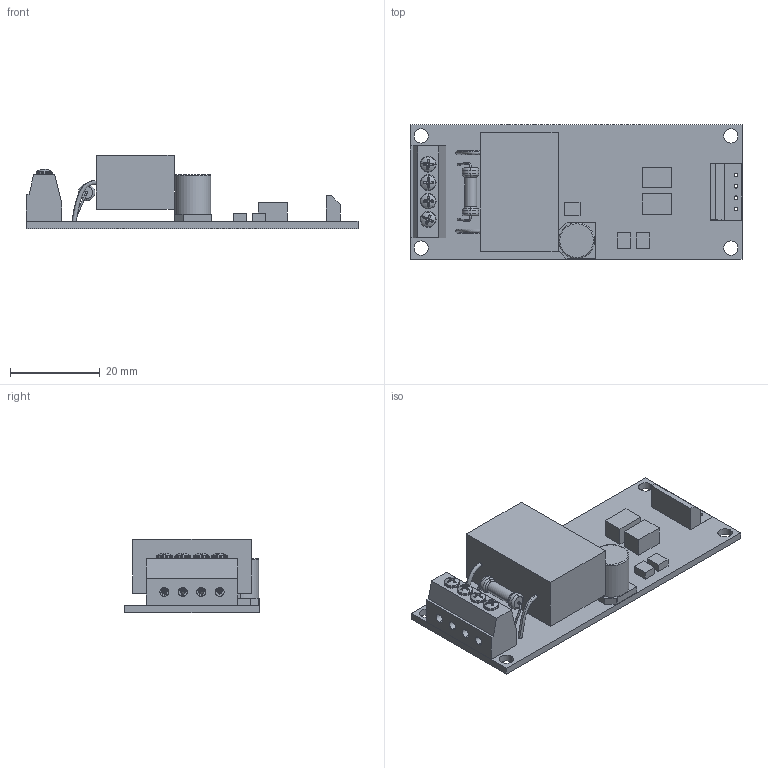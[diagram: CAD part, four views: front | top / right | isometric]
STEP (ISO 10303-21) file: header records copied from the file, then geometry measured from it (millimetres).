
FILE_DESCRIPTION (( 'STEP AP214' ), '1' );
FILE_NAME ('pzem.STEP', '2021-10-18T16:03:43', ( '' ), ( '' ), 'SwSTEP 2.0', 'SolidWorks 2021', '' );
FILE_SCHEMA (( 'AUTOMOTIVE_DESIGN' ));
Length unit declared in the file: millimetre
Products named in the file (3): 2_2x8_small_pan_head_screw.stp; pzem; pzem part
Assembly tree (5 placements, depth 2):
  pzem
    pzem part
    2_2x8_small_pan_head_screw.stp  x4
Bounding box: 74 x 30 x 16.3 mm (x, y, z)
Volume: 11566.4 mm3; surface area: 8821.8 mm2
Topology: 5 solids, 5 shells, 661 faces, 1685 edges, 1040 vertices
Faces by surface type: cylinder 192, plane 183, bspline 140, torus 78, sphere 40, cone 28
Entity records: 14527 total; most frequent: CARTESIAN_POINT 7375, ORIENTED_EDGE 1388, DIRECTION 1165, EDGE_CURVE 694, AXIS2_PLACEMENT_3D 441, VERTEX_POINT 440, EDGE_LOOP 324, VECTOR 283
